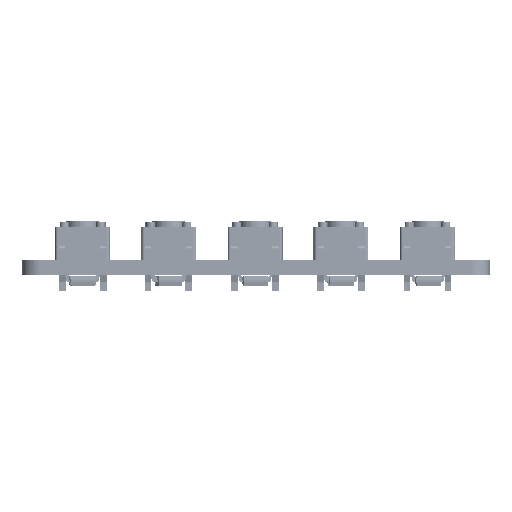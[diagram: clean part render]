
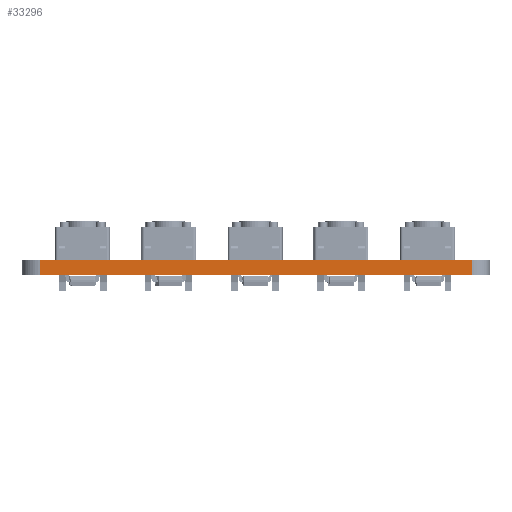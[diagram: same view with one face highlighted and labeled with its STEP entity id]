
A CAD part, left-side view. The second image highlights one B-rep face of the part: STEP entity #33296.
In plain terms, the highlighted planar face has unit normal (-1, 0, 0).
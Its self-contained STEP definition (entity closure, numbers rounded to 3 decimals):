
#12978 = PLANE('',#12979);
#12979 = AXIS2_PLACEMENT_3D('',#12980,#12981,#12982);
#12980 = CARTESIAN_POINT('',(93.121,-73.763,1.6));
#12981 = DIRECTION('',(-0.,-0.,-1.));
#12982 = DIRECTION('',(-1.,0.,0.));
#13032 = PLANE('',#13033);
#13033 = AXIS2_PLACEMENT_3D('',#13034,#13035,#13036);
#13034 = CARTESIAN_POINT('',(93.121,-73.763,0.));
#13035 = DIRECTION('',(-0.,-0.,-1.));
#13036 = DIRECTION('',(-1.,0.,0.));
#14065 = VERTEX_POINT('',#14066);
#14066 = CARTESIAN_POINT('',(19.871,-97.513,0.));
#14080 = PLANE('',#14081);
#14081 = AXIS2_PLACEMENT_3D('',#14082,#14083,#14084);
#14082 = CARTESIAN_POINT('',(19.891,-97.798,0.));
#14083 = DIRECTION('',(-0.997,-0.071,0.));
#14084 = DIRECTION('',(-0.071,0.997,0.));
#14092 = EDGE_CURVE('',#14065,#14093,#14095,.T.);
#14093 = VERTEX_POINT('',#14094);
#14094 = CARTESIAN_POINT('',(19.871,-50.013,0.));
#14095 = SURFACE_CURVE('',#14096,(#14100,#14107),.PCURVE_S1.);
#14096 = LINE('',#14097,#14098);
#14097 = CARTESIAN_POINT('',(19.871,-97.513,0.));
#14098 = VECTOR('',#14099,1.);
#14099 = DIRECTION('',(0.,1.,0.));
#14100 = PCURVE('',#13032,#14101);
#14101 = DEFINITIONAL_REPRESENTATION('',(#14102),#14106);
#14102 = LINE('',#14103,#14104);
#14103 = CARTESIAN_POINT('',(73.25,-23.75));
#14104 = VECTOR('',#14105,1.);
#14105 = DIRECTION('',(0.,1.));
#14106 = ( GEOMETRIC_REPRESENTATION_CONTEXT(2) 
PARAMETRIC_REPRESENTATION_CONTEXT() REPRESENTATION_CONTEXT('2D SPACE',''
  ) );
#14107 = PCURVE('',#14108,#14113);
#14108 = PLANE('',#14109);
#14109 = AXIS2_PLACEMENT_3D('',#14110,#14111,#14112);
#14110 = CARTESIAN_POINT('',(19.871,-97.513,0.));
#14111 = DIRECTION('',(-1.,0.,0.));
#14112 = DIRECTION('',(0.,1.,0.));
#14113 = DEFINITIONAL_REPRESENTATION('',(#14114),#14118);
#14114 = LINE('',#14115,#14116);
#14115 = CARTESIAN_POINT('',(0.,0.));
#14116 = VECTOR('',#14117,1.);
#14117 = DIRECTION('',(1.,0.));
#14118 = ( GEOMETRIC_REPRESENTATION_CONTEXT(2) 
PARAMETRIC_REPRESENTATION_CONTEXT() REPRESENTATION_CONTEXT('2D SPACE',''
  ) );
#14136 = PLANE('',#14137);
#14137 = AXIS2_PLACEMENT_3D('',#14138,#14139,#14140);
#14138 = CARTESIAN_POINT('',(19.871,-50.013,0.));
#14139 = DIRECTION('',(-0.997,0.071,0.));
#14140 = DIRECTION('',(0.071,0.997,0.));
#24409 = VERTEX_POINT('',#24410);
#24410 = CARTESIAN_POINT('',(19.871,-97.513,1.6));
#24431 = EDGE_CURVE('',#24409,#24432,#24434,.T.);
#24432 = VERTEX_POINT('',#24433);
#24433 = CARTESIAN_POINT('',(19.871,-50.013,1.6));
#24434 = SURFACE_CURVE('',#24435,(#24439,#24446),.PCURVE_S1.);
#24435 = LINE('',#24436,#24437);
#24436 = CARTESIAN_POINT('',(19.871,-97.513,1.6));
#24437 = VECTOR('',#24438,1.);
#24438 = DIRECTION('',(0.,1.,0.));
#24439 = PCURVE('',#12978,#24440);
#24440 = DEFINITIONAL_REPRESENTATION('',(#24441),#24445);
#24441 = LINE('',#24442,#24443);
#24442 = CARTESIAN_POINT('',(73.25,-23.75));
#24443 = VECTOR('',#24444,1.);
#24444 = DIRECTION('',(0.,1.));
#24445 = ( GEOMETRIC_REPRESENTATION_CONTEXT(2) 
PARAMETRIC_REPRESENTATION_CONTEXT() REPRESENTATION_CONTEXT('2D SPACE',''
  ) );
#24446 = PCURVE('',#14108,#24447);
#24447 = DEFINITIONAL_REPRESENTATION('',(#24448),#24452);
#24448 = LINE('',#24449,#24450);
#24449 = CARTESIAN_POINT('',(0.,-1.6));
#24450 = VECTOR('',#24451,1.);
#24451 = DIRECTION('',(1.,0.));
#24452 = ( GEOMETRIC_REPRESENTATION_CONTEXT(2) 
PARAMETRIC_REPRESENTATION_CONTEXT() REPRESENTATION_CONTEXT('2D SPACE',''
  ) );
#33246 = EDGE_CURVE('',#14093,#24432,#33247,.T.);
#33247 = SURFACE_CURVE('',#33248,(#33252,#33259),.PCURVE_S1.);
#33248 = LINE('',#33249,#33250);
#33249 = CARTESIAN_POINT('',(19.871,-50.013,0.));
#33250 = VECTOR('',#33251,1.);
#33251 = DIRECTION('',(0.,0.,1.));
#33252 = PCURVE('',#14136,#33253);
#33253 = DEFINITIONAL_REPRESENTATION('',(#33254),#33258);
#33254 = LINE('',#33255,#33256);
#33255 = CARTESIAN_POINT('',(0.,0.));
#33256 = VECTOR('',#33257,1.);
#33257 = DIRECTION('',(0.,-1.));
#33258 = ( GEOMETRIC_REPRESENTATION_CONTEXT(2) 
PARAMETRIC_REPRESENTATION_CONTEXT() REPRESENTATION_CONTEXT('2D SPACE',''
  ) );
#33259 = PCURVE('',#14108,#33260);
#33260 = DEFINITIONAL_REPRESENTATION('',(#33261),#33265);
#33261 = LINE('',#33262,#33263);
#33262 = CARTESIAN_POINT('',(47.5,0.));
#33263 = VECTOR('',#33264,1.);
#33264 = DIRECTION('',(0.,-1.));
#33265 = ( GEOMETRIC_REPRESENTATION_CONTEXT(2) 
PARAMETRIC_REPRESENTATION_CONTEXT() REPRESENTATION_CONTEXT('2D SPACE',''
  ) );
#33296 = ADVANCED_FACE('',(#33297),#14108,.T.);
#33297 = FACE_BOUND('',#33298,.T.);
#33298 = EDGE_LOOP('',(#33299,#33320,#33321,#33322));
#33299 = ORIENTED_EDGE('',*,*,#33300,.T.);
#33300 = EDGE_CURVE('',#14065,#24409,#33301,.T.);
#33301 = SURFACE_CURVE('',#33302,(#33306,#33313),.PCURVE_S1.);
#33302 = LINE('',#33303,#33304);
#33303 = CARTESIAN_POINT('',(19.871,-97.513,0.));
#33304 = VECTOR('',#33305,1.);
#33305 = DIRECTION('',(0.,0.,1.));
#33306 = PCURVE('',#14108,#33307);
#33307 = DEFINITIONAL_REPRESENTATION('',(#33308),#33312);
#33308 = LINE('',#33309,#33310);
#33309 = CARTESIAN_POINT('',(0.,0.));
#33310 = VECTOR('',#33311,1.);
#33311 = DIRECTION('',(0.,-1.));
#33312 = ( GEOMETRIC_REPRESENTATION_CONTEXT(2) 
PARAMETRIC_REPRESENTATION_CONTEXT() REPRESENTATION_CONTEXT('2D SPACE',''
  ) );
#33313 = PCURVE('',#14080,#33314);
#33314 = DEFINITIONAL_REPRESENTATION('',(#33315),#33319);
#33315 = LINE('',#33316,#33317);
#33316 = CARTESIAN_POINT('',(0.285,0.));
#33317 = VECTOR('',#33318,1.);
#33318 = DIRECTION('',(0.,-1.));
#33319 = ( GEOMETRIC_REPRESENTATION_CONTEXT(2) 
PARAMETRIC_REPRESENTATION_CONTEXT() REPRESENTATION_CONTEXT('2D SPACE',''
  ) );
#33320 = ORIENTED_EDGE('',*,*,#24431,.T.);
#33321 = ORIENTED_EDGE('',*,*,#33246,.F.);
#33322 = ORIENTED_EDGE('',*,*,#14092,.F.);
